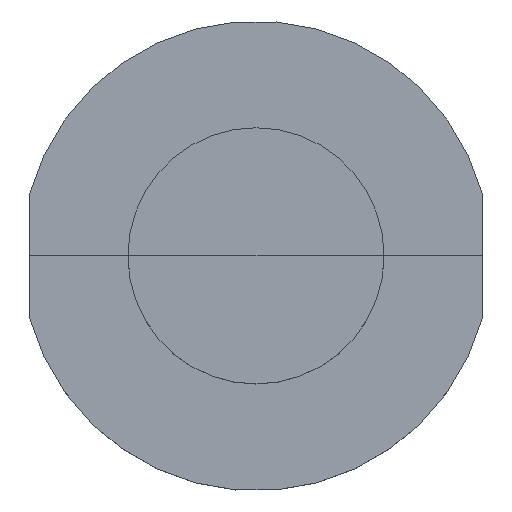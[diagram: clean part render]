
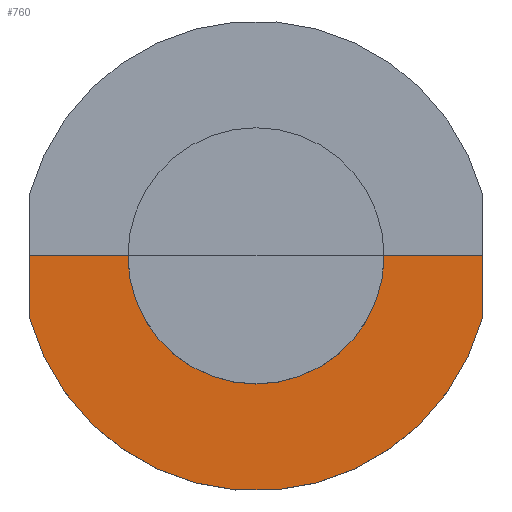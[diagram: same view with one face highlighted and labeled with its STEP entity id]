
A CAD part, top view. The second image highlights one B-rep face of the part: STEP entity #760.
In plain terms, the highlighted planar face has unit normal (0, 0, 1).
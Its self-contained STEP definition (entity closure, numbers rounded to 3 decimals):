
#605=CARTESIAN_POINT('',(-15.,-3.5,-7.));
#606=VERTEX_POINT('',#605);
#607=CARTESIAN_POINT('',(15.,-3.5,-7.));
#608=VERTEX_POINT('',#607);
#609=CARTESIAN_POINT('',(0.,-3.5,-7.));
#610=DIRECTION('',(0.0,0.0,1.0));
#611=DIRECTION('',(-1.0,0.0,0.0));
#612=AXIS2_PLACEMENT_3D('',#609,#610,#611);
#613=CIRCLE('',#612,15.0);
#614=EDGE_CURVE('',#606,#608,#613,.T.);
#662=CARTESIAN_POINT('',(-26.5,-10.848,-7.));
#663=VERTEX_POINT('',#662);
#664=CARTESIAN_POINT('',(26.5,-10.848,-7.));
#665=VERTEX_POINT('',#664);
#666=CARTESIAN_POINT('',(0.,-3.5,-7.));
#667=DIRECTION('',(0.0,0.0,1.0));
#668=DIRECTION('',(-0.964,-0.267,0.0));
#669=AXIS2_PLACEMENT_3D('',#666,#667,#668);
#670=CIRCLE('',#669,27.5);
#671=EDGE_CURVE('',#663,#665,#670,.T.);
#694=CARTESIAN_POINT('',(26.5,-3.5,-7.));
#695=VERTEX_POINT('',#694);
#696=CARTESIAN_POINT('',(26.5,-10.848,-7.));
#697=DIRECTION('',(0.,1.0,0.));
#698=VECTOR('',#697,7.348);
#699=LINE('',#696,#698);
#700=EDGE_CURVE('',#665,#695,#699,.T.);
#718=CARTESIAN_POINT('',(-26.5,-3.5,-7.));
#719=VERTEX_POINT('',#718);
#720=CARTESIAN_POINT('',(-26.5,-3.5,-7.));
#721=DIRECTION('',(0.,-1.0,0.));
#722=VECTOR('',#721,7.348);
#723=LINE('',#720,#722);
#724=EDGE_CURVE('',#719,#663,#723,.T.);
#737=CARTESIAN_POINT('',(0.,-25.0,-7.));
#738=DIRECTION('',(0.0,0.0,1.0));
#739=DIRECTION('',(1.0,0.0,0.0));
#740=AXIS2_PLACEMENT_3D('',#737,#738,#739);
#741=PLANE('',#740);
#742=CARTESIAN_POINT('',(-15.,-3.5,-7.));
#743=DIRECTION('',(-1.,0.,0.));
#744=VECTOR('',#743,11.5);
#745=LINE('',#742,#744);
#746=EDGE_CURVE('',#606,#719,#745,.T.);
#747=ORIENTED_EDGE('',*,*,#746,.T.);
#748=ORIENTED_EDGE('',*,*,#724,.T.);
#749=ORIENTED_EDGE('',*,*,#671,.T.);
#750=ORIENTED_EDGE('',*,*,#700,.T.);
#751=CARTESIAN_POINT('',(26.5,-3.5,-7.));
#752=DIRECTION('',(-1.,0.,0.));
#753=VECTOR('',#752,11.5);
#754=LINE('',#751,#753);
#755=EDGE_CURVE('',#695,#608,#754,.T.);
#756=ORIENTED_EDGE('',*,*,#755,.T.);
#757=ORIENTED_EDGE('',*,*,#614,.F.);
#758=EDGE_LOOP('',(#747,#748,#749,#750,#756,#757));
#759=FACE_OUTER_BOUND('',#758,.T.);
#760=ADVANCED_FACE('',(#759),#741,.T.);
